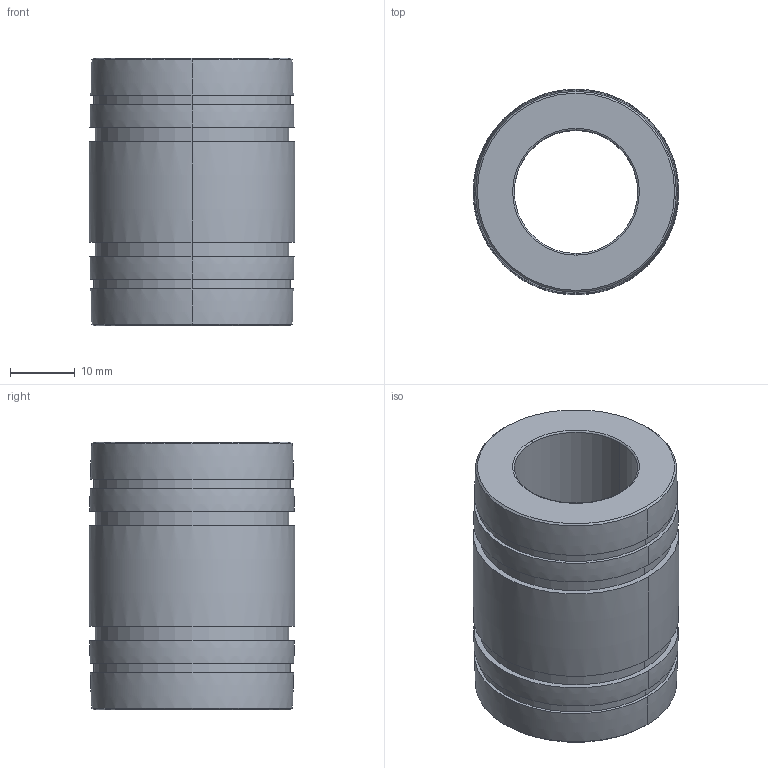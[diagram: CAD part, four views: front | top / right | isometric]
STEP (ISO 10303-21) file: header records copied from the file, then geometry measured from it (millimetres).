
FILE_DESCRIPTION (( 'STEP AP203' ), '1' );
FILE_NAME ('9533T5_Self-Aligning Linear Sleeve Bearing.STEP', '2021-09-07T19:24:38', ( 'Administrator' ), ( 'Managed by Terraform' ), 'SwSTEP 2.0', 'SolidWorks 2017', '' );
FILE_SCHEMA (( 'CONFIG_CONTROL_DESIGN' ));
Length unit declared in the file: inch
Products named in the file (1): 9533T5_Self-Aligning Linear Sleeve Bearing
Bounding box: 31.74 x 31.74 x 41.27 mm (x, y, z)
Volume: 19860 mm3; surface area: 7936.2 mm2
Topology: 1 solids, 1 shells, 38 faces, 80 edges, 52 vertices
Faces by surface type: torus 14, cylinder 10, plane 10, cone 4
Entity records: 1141 total; most frequent: DIRECTION 224, CARTESIAN_POINT 171, ORIENTED_EDGE 160, AXIS2_PLACEMENT_3D 105, EDGE_CURVE 80, CIRCLE 66, VERTEX_POINT 52, EDGE_LOOP 48
